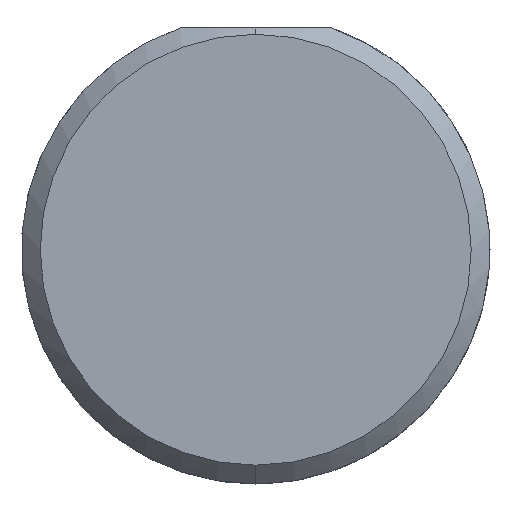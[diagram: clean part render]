
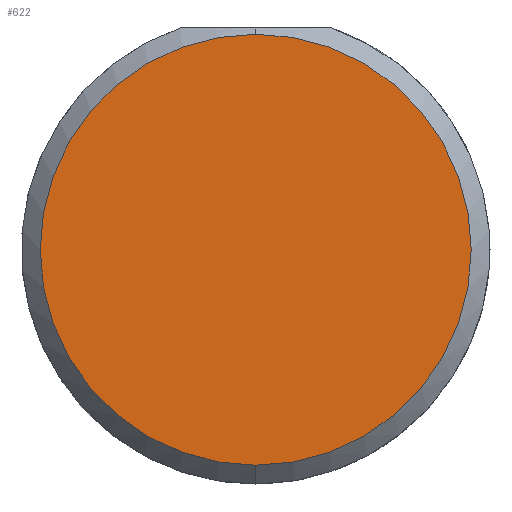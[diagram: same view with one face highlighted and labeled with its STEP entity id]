
A CAD part, left-side view. The second image highlights one B-rep face of the part: STEP entity #622.
In plain terms, the highlighted planar face has unit normal (-1, 0, 0).
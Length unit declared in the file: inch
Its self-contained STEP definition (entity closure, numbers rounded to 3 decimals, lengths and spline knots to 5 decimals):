
#25 = CARTESIAN_POINT ( 'NONE',  ( 0., 0., 0. ) ) ;
#95 = AXIS2_PLACEMENT_3D ( 'NONE', #177, #441, #371 ) ;
#129 = FACE_OUTER_BOUND ( 'NONE', #435, .T. ) ;
#177 = CARTESIAN_POINT ( 'NONE',  ( 0., 0., 0. ) ) ;
#268 = CARTESIAN_POINT ( 'NONE',  ( 0., 0., 0. ) ) ;
#299 = VERTEX_POINT ( 'NONE', #668 ) ;
#305 = DIRECTION ( 'NONE',  ( -1., 0., 0. ) ) ;
#324 = PLANE ( 'NONE',  #826 ) ;
#371 = DIRECTION ( 'NONE',  ( 0., 0., 1. ) ) ;
#406 = DIRECTION ( 'NONE',  ( 0., 0., -1. ) ) ;
#435 = EDGE_LOOP ( 'NONE', ( #817, #736 ) ) ;
#441 = DIRECTION ( 'NONE',  ( -1., 0., 0. ) ) ;
#489 = AXIS2_PLACEMENT_3D ( 'NONE', #25, #305, #819 ) ;
#504 = EDGE_CURVE ( 'NONE', #299, #585, #695, .T. ) ;
#540 = EDGE_CURVE ( 'NONE', #585, #299, #618, .T. ) ;
#585 = VERTEX_POINT ( 'NONE', #627 ) ;
#618 = CIRCLE ( 'NONE', #489, 0.17235 ) ;
#622 = ADVANCED_FACE ( 'NONE', ( #129 ), #324, .F. ) ;
#627 = CARTESIAN_POINT ( 'NONE',  ( 0., 0., 0.17235 ) ) ;
#668 = CARTESIAN_POINT ( 'NONE',  ( 0., 0., -0.17235 ) ) ;
#695 = CIRCLE ( 'NONE', #95, 0.17235 ) ;
#736 = ORIENTED_EDGE ( 'NONE', *, *, #540, .T. ) ;
#817 = ORIENTED_EDGE ( 'NONE', *, *, #504, .T. ) ;
#819 = DIRECTION ( 'NONE',  ( 0., 0., 1. ) ) ;
#823 = DIRECTION ( 'NONE',  ( 1., 0., 0. ) ) ;
#826 = AXIS2_PLACEMENT_3D ( 'NONE', #268, #823, #406 ) ;
